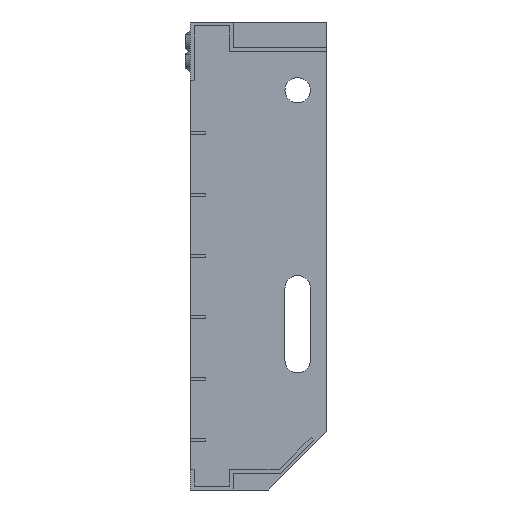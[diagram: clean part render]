
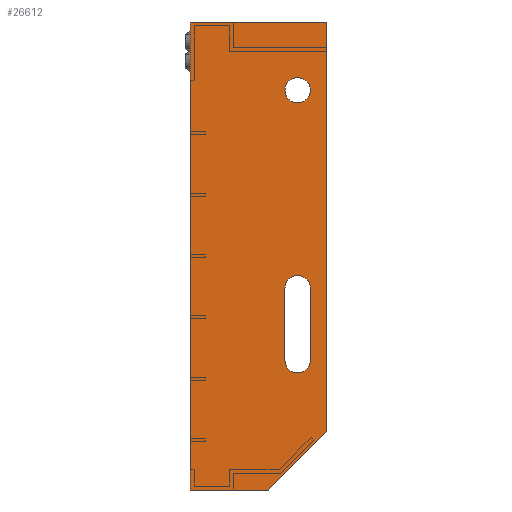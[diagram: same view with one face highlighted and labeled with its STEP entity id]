
A CAD part, left-side view. The second image highlights one B-rep face of the part: STEP entity #26612.
In plain terms, the highlighted planar face has unit normal (-1, 0, 0).
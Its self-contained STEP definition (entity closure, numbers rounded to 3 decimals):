
#308 = ORIENTED_EDGE ( 'NONE', *, *, #11758, .F. ) ;
#580 = AXIS2_PLACEMENT_3D ( 'NONE', #12548, #28672, #28893 ) ;
#682 = AXIS2_PLACEMENT_3D ( 'NONE', #20047, #32553, #25227 ) ;
#888 = EDGE_CURVE ( 'NONE', #23738, #12919, #14789, .T. ) ;
#959 = CARTESIAN_POINT ( 'NONE',  ( -500., 21.5, -173.5 ) ) ;
#1150 = CARTESIAN_POINT ( 'NONE',  ( -500., 30., -240. ) ) ;
#1335 = VERTEX_POINT ( 'NONE', #18079 ) ;
#1556 = DIRECTION ( 'NONE',  ( 0., 0., -1. ) ) ;
#1744 = ORIENTED_EDGE ( 'NONE', *, *, #32486, .T. ) ;
#1839 = FACE_OUTER_BOUND ( 'NONE', #10543, .T. ) ;
#2216 = EDGE_CURVE ( 'NONE', #16488, #1335, #17545, .T. ) ;
#2273 = CARTESIAN_POINT ( 'NONE',  ( -500., 15., -136.5 ) ) ;
#2493 = DIRECTION ( 'NONE',  ( 0., 0., -1. ) ) ;
#2616 = VERTEX_POINT ( 'NONE', #24913 ) ;
#2743 = LINE ( 'NONE', #15331, #24116 ) ;
#3115 = EDGE_LOOP ( 'NONE', ( #25937, #1744, #18294, #22370, #27081 ) ) ;
#3134 = VECTOR ( 'NONE', #3887, 1000. ) ;
#3562 = ORIENTED_EDGE ( 'NONE', *, *, #888, .T. ) ;
#3718 = LINE ( 'NONE', #1150, #21853 ) ;
#3887 = DIRECTION ( 'NONE',  ( 0., 0., 1. ) ) ;
#4011 = CARTESIAN_POINT ( 'NONE',  ( -500., 15., -41.5 ) ) ;
#4321 = LINE ( 'NONE', #14129, #3134 ) ;
#4637 = FACE_BOUND ( 'NONE', #3115, .T. ) ;
#6032 = CARTESIAN_POINT ( 'NONE',  ( -500., 15., -28.5 ) ) ;
#6772 = LINE ( 'NONE', #14102, #17252 ) ;
#7097 = PLANE ( 'NONE',  #682 ) ;
#7191 = ORIENTED_EDGE ( 'NONE', *, *, #27640, .T. ) ;
#7661 = VECTOR ( 'NONE', #17787, 1000. ) ;
#8849 = CARTESIAN_POINT ( 'NONE',  ( -500., 0., 0. ) ) ;
#8892 = EDGE_LOOP ( 'NONE', ( #3562, #7191 ) ) ;
#9072 = DIRECTION ( 'NONE',  ( 0., -1., 0. ) ) ;
#10023 = ORIENTED_EDGE ( 'NONE', *, *, #2216, .F. ) ;
#10258 = DIRECTION ( 'NONE',  ( 0., 0., -1. ) ) ;
#10543 = EDGE_LOOP ( 'NONE', ( #308, #10023, #26268, #19909, #12601 ) ) ;
#10597 = DIRECTION ( 'NONE',  ( 0., 0., -1. ) ) ;
#10761 = EDGE_CURVE ( 'NONE', #21055, #31236, #15865, .T. ) ;
#11296 = DIRECTION ( 'NONE',  ( 0., 1., 0. ) ) ;
#11758 = EDGE_CURVE ( 'NONE', #1335, #14493, #16929, .T. ) ;
#11897 = DIRECTION ( 'NONE',  ( 1., 0., 0. ) ) ;
#12548 = CARTESIAN_POINT ( 'NONE',  ( -500., 15., -35. ) ) ;
#12601 = ORIENTED_EDGE ( 'NONE', *, *, #18184, .F. ) ;
#12647 = CARTESIAN_POINT ( 'NONE',  ( -500., 70., 0. ) ) ;
#12680 = DIRECTION ( 'NONE',  ( 0., 0., -1. ) ) ;
#12919 = VERTEX_POINT ( 'NONE', #6032 ) ;
#12968 = AXIS2_PLACEMENT_3D ( 'NONE', #20603, #33317, #12680 ) ;
#13645 = EDGE_CURVE ( 'NONE', #31236, #23543, #22075, .T. ) ;
#14102 = CARTESIAN_POINT ( 'NONE',  ( -500., 70., -240. ) ) ;
#14129 = CARTESIAN_POINT ( 'NONE',  ( -500., 70., 0. ) ) ;
#14298 = VECTOR ( 'NONE', #9072, 1000. ) ;
#14493 = VERTEX_POINT ( 'NONE', #31549 ) ;
#14745 = EDGE_CURVE ( 'NONE', #31458, #21055, #23214, .T. ) ;
#14789 = CIRCLE ( 'NONE', #580, 6.5 ) ;
#15331 = CARTESIAN_POINT ( 'NONE',  ( -500., 8.5, -136.5 ) ) ;
#15865 = LINE ( 'NONE', #27223, #29948 ) ;
#16404 = CIRCLE ( 'NONE', #20857, 6.5 ) ;
#16488 = VERTEX_POINT ( 'NONE', #12647 ) ;
#16929 = LINE ( 'NONE', #33438, #7661 ) ;
#17252 = VECTOR ( 'NONE', #11296, 1000. ) ;
#17545 = LINE ( 'NONE', #8849, #14298 ) ;
#17787 = DIRECTION ( 'NONE',  ( 0., 0., -1. ) ) ;
#17928 = DIRECTION ( 'NONE',  ( 1., 0., 0. ) ) ;
#18079 = CARTESIAN_POINT ( 'NONE',  ( -500., 0., 0. ) ) ;
#18184 = EDGE_CURVE ( 'NONE', #14493, #2616, #3718, .T. ) ;
#18294 = ORIENTED_EDGE ( 'NONE', *, *, #14745, .T. ) ;
#18890 = CARTESIAN_POINT ( 'NONE',  ( -500., 8.5, -136.5 ) ) ;
#19120 = EDGE_CURVE ( 'NONE', #2616, #24353, #6772, .T. ) ;
#19592 = EDGE_CURVE ( 'NONE', #24353, #16488, #4321, .T. ) ;
#19909 = ORIENTED_EDGE ( 'NONE', *, *, #19120, .F. ) ;
#20047 = CARTESIAN_POINT ( 'NONE',  ( -500., 0., 0. ) ) ;
#20603 = CARTESIAN_POINT ( 'NONE',  ( -500., 15., -35. ) ) ;
#20774 = CARTESIAN_POINT ( 'NONE',  ( -500., 8.5, -173.5 ) ) ;
#20830 = CARTESIAN_POINT ( 'NONE',  ( -500., 21.5, -136.5 ) ) ;
#20857 = AXIS2_PLACEMENT_3D ( 'NONE', #31359, #23791, #10597 ) ;
#21055 = VERTEX_POINT ( 'NONE', #959 ) ;
#21853 = VECTOR ( 'NONE', #22084, 1000. ) ;
#21960 = AXIS2_PLACEMENT_3D ( 'NONE', #2273, #17928, #2493 ) ;
#22075 = CIRCLE ( 'NONE', #21960, 6.5 ) ;
#22084 = DIRECTION ( 'NONE',  ( 0., 0.707, -0.707 ) ) ;
#22370 = ORIENTED_EDGE ( 'NONE', *, *, #10761, .T. ) ;
#23214 = CIRCLE ( 'NONE', #24576, 6.5 ) ;
#23543 = VERTEX_POINT ( 'NONE', #18890 ) ;
#23738 = VERTEX_POINT ( 'NONE', #4011 ) ;
#23791 = DIRECTION ( 'NONE',  ( 1., 0., 0. ) ) ;
#24116 = VECTOR ( 'NONE', #10258, 1000. ) ;
#24353 = VERTEX_POINT ( 'NONE', #28256 ) ;
#24576 = AXIS2_PLACEMENT_3D ( 'NONE', #29825, #11897, #1556 ) ;
#24913 = CARTESIAN_POINT ( 'NONE',  ( -500., 30., -240. ) ) ;
#25227 = DIRECTION ( 'NONE',  ( 0., 0., 1. ) ) ;
#25937 = ORIENTED_EDGE ( 'NONE', *, *, #32407, .T. ) ;
#26268 = ORIENTED_EDGE ( 'NONE', *, *, #19592, .F. ) ;
#26612 = ADVANCED_FACE ( 'NONE', ( #4637, #29637, #1839 ), #7097, .F. ) ;
#27081 = ORIENTED_EDGE ( 'NONE', *, *, #13645, .T. ) ;
#27119 = CARTESIAN_POINT ( 'NONE',  ( -500., 15., -180. ) ) ;
#27223 = CARTESIAN_POINT ( 'NONE',  ( -500., 21.5, -173.5 ) ) ;
#27640 = EDGE_CURVE ( 'NONE', #12919, #23738, #30426, .T. ) ;
#28256 = CARTESIAN_POINT ( 'NONE',  ( -500., 70., -240. ) ) ;
#28672 = DIRECTION ( 'NONE',  ( 1., 0., 0. ) ) ;
#28893 = DIRECTION ( 'NONE',  ( 0., 0., -1. ) ) ;
#29637 = FACE_BOUND ( 'NONE', #8892, .T. ) ;
#29817 = DIRECTION ( 'NONE',  ( 0., 0., 1. ) ) ;
#29825 = CARTESIAN_POINT ( 'NONE',  ( -500., 15., -173.5 ) ) ;
#29948 = VECTOR ( 'NONE', #29817, 1000. ) ;
#30149 = VERTEX_POINT ( 'NONE', #20774 ) ;
#30426 = CIRCLE ( 'NONE', #12968, 6.5 ) ;
#31236 = VERTEX_POINT ( 'NONE', #20830 ) ;
#31359 = CARTESIAN_POINT ( 'NONE',  ( -500., 15., -173.5 ) ) ;
#31458 = VERTEX_POINT ( 'NONE', #27119 ) ;
#31549 = CARTESIAN_POINT ( 'NONE',  ( -500., 0., -210. ) ) ;
#32407 = EDGE_CURVE ( 'NONE', #23543, #30149, #2743, .T. ) ;
#32486 = EDGE_CURVE ( 'NONE', #30149, #31458, #16404, .T. ) ;
#32553 = DIRECTION ( 'NONE',  ( 1., 0., 0. ) ) ;
#33317 = DIRECTION ( 'NONE',  ( 1., 0., 0. ) ) ;
#33438 = CARTESIAN_POINT ( 'NONE',  ( -500., 0., -210. ) ) ;
